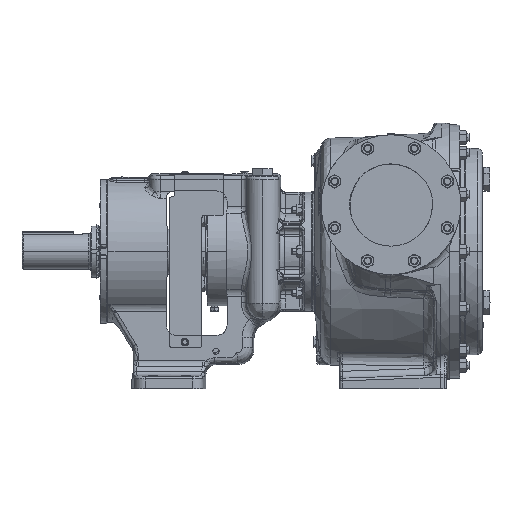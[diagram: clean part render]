
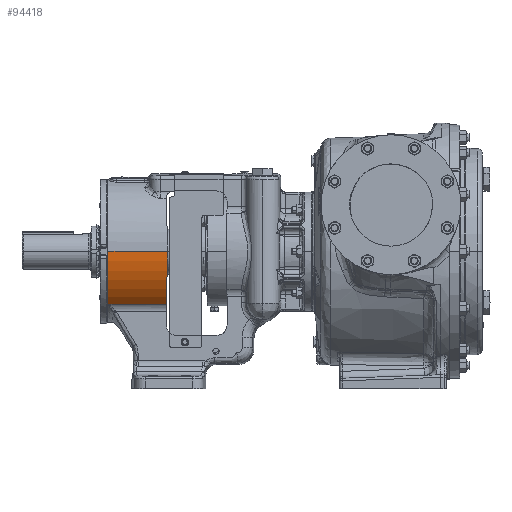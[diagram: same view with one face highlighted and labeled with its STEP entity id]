
A CAD part, top view. The second image highlights one B-rep face of the part: STEP entity #94418.
In plain terms, the highlighted cylindrical face has radius 177.8 mm (diameter 355.6 mm), a partial arc.
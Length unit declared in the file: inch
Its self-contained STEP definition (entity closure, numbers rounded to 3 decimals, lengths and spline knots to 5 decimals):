
#2093 = CARTESIAN_POINT ( 'NONE',  ( -27.26492, -3.58534, 6.01655 ) ) ;
#2770 = CARTESIAN_POINT ( 'NONE',  ( -32.945, 0., 7. ) ) ;
#2911 = DIRECTION ( 'NONE',  ( 0., 0., -1. ) ) ;
#3067 = CARTESIAN_POINT ( 'NONE',  ( -27.25048, -2.76786, 6.42954 ) ) ;
#3275 = ORIENTED_EDGE ( 'NONE', *, *, #12074, .T. ) ;
#12074 = EDGE_CURVE ( 'NONE', #158641, #34242, #144655, .T. ) ;
#14671 = B_SPLINE_CURVE_WITH_KNOTS ( 'NONE', 3,
 ( #209555, #232747, #255941, #117402, #279222, #140669, #2093, #163932, #25362, #187279, #48584, #210547, #71848, #233756, #95055, #256916, #118405, #280214, #141667, #3067, #164917, #26363, #188295, #49579, #211559 ),
 .UNSPECIFIED., .F., .F.,
 ( 4, 2, 2, 2, 2, 2, 1, 1, 1, 1, 1, 2, 2, 2, 4 ),
 ( 0., 0.125, 0.25, 0.375, 0.4375, 0.46875, 0.48438, 0.49219, 0.49609, 0.49805, 0.49902, 0.49951, 0.5, 0.75, 1. ),
 .UNSPECIFIED. ) ;
#16631 = CARTESIAN_POINT ( 'NONE',  ( -32.945, -3.20249, 6.2425 ) ) ;
#19351 = CYLINDRICAL_SURFACE ( 'NONE', #31519, 7. ) ;
#25362 = CARTESIAN_POINT ( 'NONE',  ( -27.25719, -3.17934, 6.23738 ) ) ;
#26363 = CARTESIAN_POINT ( 'NONE',  ( -27.23885, -1.8673, 6.76299 ) ) ;
#31519 = AXIS2_PLACEMENT_3D ( 'NONE', #141486, #94865, #2911 ) ;
#31629 = VECTOR ( 'NONE', #141195, 39.37008 ) ;
#34242 = VERTEX_POINT ( 'NONE', #186274 ) ;
#39802 = CARTESIAN_POINT ( 'NONE',  ( -32.945, -4.3963, 5.46784 ) ) ;
#45638 = CARTESIAN_POINT ( 'NONE',  ( -27.23055, 0., 7. ) ) ;
#48584 = CARTESIAN_POINT ( 'NONE',  ( -27.2537, -2.97383, 6.33716 ) ) ;
#49579 = CARTESIAN_POINT ( 'NONE',  ( -27.23055, -0.46747, 7. ) ) ;
#62571 = VECTOR ( 'NONE', #175940, 39.37008 ) ;
#63093 = CARTESIAN_POINT ( 'NONE',  ( -32.945, -5.08329, 4.8125 ) ) ;
#71848 = CARTESIAN_POINT ( 'NONE',  ( -27.25185, -2.85764, 6.39025 ) ) ;
#72262 = ORIENTED_EDGE ( 'NONE', *, *, #269920, .F. ) ;
#76085 = VERTEX_POINT ( 'NONE', #246584 ) ;
#91224 = EDGE_CURVE ( 'NONE', #34242, #76085, #131439, .T. ) ;
#92689 = ORIENTED_EDGE ( 'NONE', *, *, #252243, .T. ) ;
#94418 = ADVANCED_FACE ( 'NONE', ( #204023 ), #19351, .T. ) ;
#94865 = DIRECTION ( 'NONE',  ( 1., 0., 0. ) ) ;
#95055 = CARTESIAN_POINT ( 'NONE',  ( -27.2508, -2.78967, 6.42011 ) ) ;
#117402 = CARTESIAN_POINT ( 'NONE',  ( -27.28374, -4.36538, 5.47744 ) ) ;
#118405 = CARTESIAN_POINT ( 'NONE',  ( -27.25055, -2.77266, 6.42747 ) ) ;
#129773 = ORIENTED_EDGE ( 'NONE', *, *, #91224, .T. ) ;
#131439 = LINE ( 'NONE', #267878, #62571 ) ;
#140669 = CARTESIAN_POINT ( 'NONE',  ( -27.26923, -3.78488, 5.89329 ) ) ;
#141195 = DIRECTION ( 'NONE',  ( 1., 0., 0. ) ) ;
#141486 = CARTESIAN_POINT ( 'NONE',  ( -13.265, 0., 0. ) ) ;
#141667 = CARTESIAN_POINT ( 'NONE',  ( -27.25049, -2.76861, 6.42921 ) ) ;
#144655 = B_SPLINE_CURVE_WITH_KNOTS ( 'NONE', 3,
 ( #154187, #292737, #270419, #293715, #155183, #16631, #178503, #39802, #201817, #63093 ),
 .UNSPECIFIED., .F., .F.,
 ( 4, 2, 2, 2, 4 ),
 ( 0., 0.25, 0.5, 0.75, 1. ),
 .UNSPECIFIED. ) ;
#154187 = CARTESIAN_POINT ( 'NONE',  ( -32.945, 0., 7. ) ) ;
#155183 = CARTESIAN_POINT ( 'NONE',  ( -32.945, -2.3315, 6.61732 ) ) ;
#158641 = VERTEX_POINT ( 'NONE', #2770 ) ;
#163932 = CARTESIAN_POINT ( 'NONE',  ( -27.25905, -3.28141, 6.18431 ) ) ;
#164917 = CARTESIAN_POINT ( 'NONE',  ( -27.24383, -2.3254, 6.61994 ) ) ;
#175940 = DIRECTION ( 'NONE',  ( 1., 0., 0. ) ) ;
#178503 = CARTESIAN_POINT ( 'NONE',  ( -32.945, -3.61887, 6.01071 ) ) ;
#184324 = EDGE_LOOP ( 'NONE', ( #72262, #3275, #129773, #92689 ) ) ;
#186274 = CARTESIAN_POINT ( 'NONE',  ( -32.945, -5.08329, 4.8125 ) ) ;
#187279 = CARTESIAN_POINT ( 'NONE',  ( -27.25456, -3.02532, 6.31274 ) ) ;
#188295 = CARTESIAN_POINT ( 'NONE',  ( -27.23221, -0.93832, 6.95301 ) ) ;
#188820 = CARTESIAN_POINT ( 'NONE',  ( -13.265, 0., 7. ) ) ;
#201817 = CARTESIAN_POINT ( 'NONE',  ( -32.945, -4.75734, 5.15679 ) ) ;
#204023 = FACE_OUTER_BOUND ( 'NONE', #184324, .T. ) ;
#209555 = CARTESIAN_POINT ( 'NONE',  ( -27.30694, -5.08329, 4.8125 ) ) ;
#210547 = CARTESIAN_POINT ( 'NONE',  ( -27.25246, -2.8964, 6.37273 ) ) ;
#211559 = CARTESIAN_POINT ( 'NONE',  ( -27.23055, 0., 7. ) ) ;
#232747 = CARTESIAN_POINT ( 'NONE',  ( -27.30065, -4.91259, 4.99281 ) ) ;
#233756 = CARTESIAN_POINT ( 'NONE',  ( -27.25115, -2.81234, 6.41023 ) ) ;
#246584 = CARTESIAN_POINT ( 'NONE',  ( -27.30694, -5.08329, 4.8125 ) ) ;
#252243 = EDGE_CURVE ( 'NONE', #76085, #279754, #14671, .T. ) ;
#255941 = CARTESIAN_POINT ( 'NONE',  ( -27.29475, -4.73423, 5.16198 ) ) ;
#256916 = CARTESIAN_POINT ( 'NONE',  ( -27.25063, -2.77833, 6.42502 ) ) ;
#267878 = CARTESIAN_POINT ( 'NONE',  ( -13.265, -5.08329, 4.8125 ) ) ;
#269920 = EDGE_CURVE ( 'NONE', #158641, #279754, #277694, .T. ) ;
#270419 = CARTESIAN_POINT ( 'NONE',  ( -32.945, -0.9482, 6.95167 ) ) ;
#277694 = LINE ( 'NONE', #188820, #31629 ) ;
#279222 = CARTESIAN_POINT ( 'NONE',  ( -27.27864, -4.1749, 5.62374 ) ) ;
#279754 = VERTEX_POINT ( 'NONE', #45638 ) ;
#280214 = CARTESIAN_POINT ( 'NONE',  ( -27.25051, -2.77023, 6.42852 ) ) ;
#292737 = CARTESIAN_POINT ( 'NONE',  ( -32.945, -0.47411, 7. ) ) ;
#293715 = CARTESIAN_POINT ( 'NONE',  ( -32.945, -1.87691, 6.76032 ) ) ;
